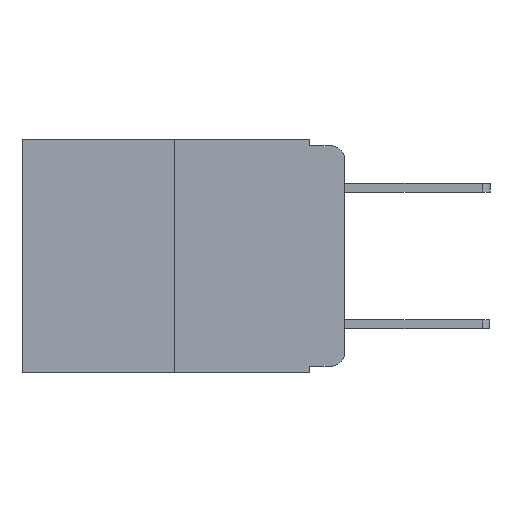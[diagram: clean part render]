
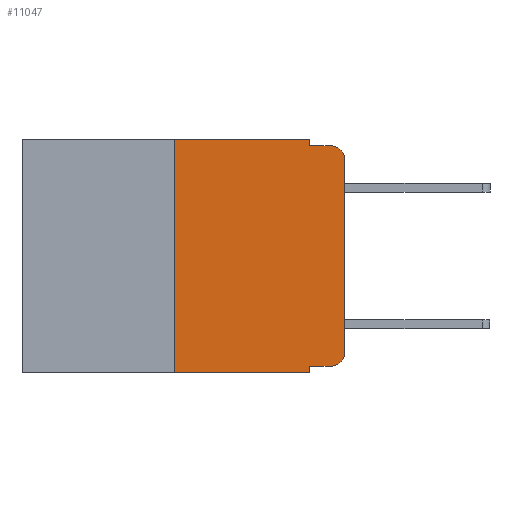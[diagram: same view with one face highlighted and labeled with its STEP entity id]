
A CAD part, left-side view. The second image highlights one B-rep face of the part: STEP entity #11047.
In plain terms, the highlighted planar face has unit normal (-1, 0, 0).
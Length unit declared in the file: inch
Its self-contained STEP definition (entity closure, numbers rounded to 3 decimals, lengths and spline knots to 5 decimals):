
#225 = VERTEX_POINT ( 'NONE', #19659 ) ;
#593 = VERTEX_POINT ( 'NONE', #8439 ) ;
#619 = ORIENTED_EDGE ( 'NONE', *, *, #13528, .T. ) ;
#833 = EDGE_CURVE ( 'NONE', #8290, #6744, #5955, .T. ) ;
#1073 = DIRECTION ( 'NONE',  ( -1., 0., 0. ) ) ;
#1185 = CARTESIAN_POINT ( 'NONE',  ( 0., 0.473, 0. ) ) ;
#1589 = DIRECTION ( 'NONE',  ( 0., -1., 0. ) ) ;
#1974 = CARTESIAN_POINT ( 'NONE',  ( 0., 0.051, -0.01 ) ) ;
#1982 = ORIENTED_EDGE ( 'NONE', *, *, #13365, .F. ) ;
#2968 = DIRECTION ( 'NONE',  ( 0., -1., 0. ) ) ;
#3401 = CARTESIAN_POINT ( 'NONE',  ( 0., 0.051, 0. ) ) ;
#3588 = CARTESIAN_POINT ( 'NONE',  ( 0., 0.473, 0. ) ) ;
#3676 = EDGE_LOOP ( 'NONE', ( #4016, #6820, #1982, #10924, #9323, #9044, #4749, #10694, #4008, #619 ) ) ;
#4008 = ORIENTED_EDGE ( 'NONE', *, *, #11743, .T. ) ;
#4016 = ORIENTED_EDGE ( 'NONE', *, *, #8107, .T. ) ;
#4190 = LINE ( 'NONE', #14443, #8914 ) ;
#4217 = CARTESIAN_POINT ( 'NONE',  ( 0., 0.051, -0.01 ) ) ;
#4749 = ORIENTED_EDGE ( 'NONE', *, *, #15057, .T. ) ;
#4952 = VERTEX_POINT ( 'NONE', #8798 ) ;
#5683 = VERTEX_POINT ( 'NONE', #1974 ) ;
#5735 = VECTOR ( 'NONE', #16447, 39.37008 ) ;
#5749 = DIRECTION ( 'NONE',  ( 0., -1., 0. ) ) ;
#5773 = LINE ( 'NONE', #1185, #19693 ) ;
#5955 = LINE ( 'NONE', #10349, #10033 ) ;
#6023 = DIRECTION ( 'NONE',  ( 0., -1., 0. ) ) ;
#6283 = LINE ( 'NONE', #11179, #5735 ) ;
#6504 = AXIS2_PLACEMENT_3D ( 'NONE', #18574, #8123, #20302 ) ;
#6744 = VERTEX_POINT ( 'NONE', #13384 ) ;
#6820 = ORIENTED_EDGE ( 'NONE', *, *, #22597, .T. ) ;
#7235 = DIRECTION ( 'NONE',  ( 1., 0., 0. ) ) ;
#7710 = CIRCLE ( 'NONE', #17852, 0.02 ) ;
#8104 = VERTEX_POINT ( 'NONE', #18730 ) ;
#8107 = EDGE_CURVE ( 'NONE', #593, #22497, #12512, .T. ) ;
#8123 = DIRECTION ( 'NONE',  ( -1., 0., 0. ) ) ;
#8290 = VERTEX_POINT ( 'NONE', #19272 ) ;
#8372 = DIRECTION ( 'NONE',  ( 0., 0., 1. ) ) ;
#8439 = CARTESIAN_POINT ( 'NONE',  ( 0., 0., -0.313 ) ) ;
#8798 = CARTESIAN_POINT ( 'NONE',  ( 0., 0.02, -0.01 ) ) ;
#8914 = VECTOR ( 'NONE', #5749, 39.37008 ) ;
#9044 = ORIENTED_EDGE ( 'NONE', *, *, #833, .F. ) ;
#9323 = ORIENTED_EDGE ( 'NONE', *, *, #21589, .F. ) ;
#9517 = CARTESIAN_POINT ( 'NONE',  ( 0., 0., -0.03 ) ) ;
#9699 = VERTEX_POINT ( 'NONE', #3401 ) ;
#10033 = VECTOR ( 'NONE', #11008, 39.37008 ) ;
#10287 = VECTOR ( 'NONE', #12243, 39.37008 ) ;
#10349 = CARTESIAN_POINT ( 'NONE',  ( 0., 0.25, 0. ) ) ;
#10443 = VECTOR ( 'NONE', #6023, 39.37008 ) ;
#10694 = ORIENTED_EDGE ( 'NONE', *, *, #18066, .F. ) ;
#10924 = ORIENTED_EDGE ( 'NONE', *, *, #14668, .F. ) ;
#11008 = DIRECTION ( 'NONE',  ( 0., 0., 1. ) ) ;
#11047 = ADVANCED_FACE ( 'NONE', ( #18462 ), #17710, .F. ) ;
#11179 = CARTESIAN_POINT ( 'NONE',  ( 0., 0.051, 0. ) ) ;
#11722 = CARTESIAN_POINT ( 'NONE',  ( 0., 0.02, -0.313 ) ) ;
#11743 = EDGE_CURVE ( 'NONE', #225, #8104, #4190, .T. ) ;
#11984 = CIRCLE ( 'NONE', #6504, 0.02 ) ;
#12243 = DIRECTION ( 'NONE',  ( 0., 0., -1. ) ) ;
#12512 = LINE ( 'NONE', #15336, #16636 ) ;
#12556 = VECTOR ( 'NONE', #1589, 39.37008 ) ;
#12999 = VERTEX_POINT ( 'NONE', #18534 ) ;
#13365 = EDGE_CURVE ( 'NONE', #5683, #4952, #20243, .T. ) ;
#13384 = CARTESIAN_POINT ( 'NONE',  ( 0., 0.25, 0. ) ) ;
#13489 = DIRECTION ( 'NONE',  ( 0., 0., -1. ) ) ;
#13528 = EDGE_CURVE ( 'NONE', #8104, #593, #7710, .T. ) ;
#14443 = CARTESIAN_POINT ( 'NONE',  ( 0., 0.051, -0.333 ) ) ;
#14668 = EDGE_CURVE ( 'NONE', #9699, #5683, #6283, .T. ) ;
#15057 = EDGE_CURVE ( 'NONE', #8290, #12999, #22251, .T. ) ;
#15336 = CARTESIAN_POINT ( 'NONE',  ( 0., 0., 0. ) ) ;
#16447 = DIRECTION ( 'NONE',  ( 0., 0., -1. ) ) ;
#16636 = VECTOR ( 'NONE', #8372, 39.37008 ) ;
#17534 = CARTESIAN_POINT ( 'NONE',  ( 0., 0.051, 0. ) ) ;
#17710 = PLANE ( 'NONE',  #18955 ) ;
#17852 = AXIS2_PLACEMENT_3D ( 'NONE', #11722, #1073, #13489 ) ;
#18066 = EDGE_CURVE ( 'NONE', #225, #12999, #19571, .T. ) ;
#18462 = FACE_OUTER_BOUND ( 'NONE', #3676, .T. ) ;
#18534 = CARTESIAN_POINT ( 'NONE',  ( 0., 0.051, -0.343 ) ) ;
#18574 = CARTESIAN_POINT ( 'NONE',  ( 0., 0.02, -0.03 ) ) ;
#18730 = CARTESIAN_POINT ( 'NONE',  ( 0., 0.02, -0.333 ) ) ;
#18955 = AXIS2_PLACEMENT_3D ( 'NONE', #3588, #7235, #19436 ) ;
#19272 = CARTESIAN_POINT ( 'NONE',  ( 0., 0.25, -0.343 ) ) ;
#19436 = DIRECTION ( 'NONE',  ( 0., 0., -1. ) ) ;
#19571 = LINE ( 'NONE', #17534, #10287 ) ;
#19659 = CARTESIAN_POINT ( 'NONE',  ( 0., 0.051, -0.333 ) ) ;
#19693 = VECTOR ( 'NONE', #2968, 39.37008 ) ;
#20243 = LINE ( 'NONE', #4217, #10443 ) ;
#20302 = DIRECTION ( 'NONE',  ( 0., 0., -1. ) ) ;
#21589 = EDGE_CURVE ( 'NONE', #6744, #9699, #5773, .T. ) ;
#22251 = LINE ( 'NONE', #22538, #12556 ) ;
#22497 = VERTEX_POINT ( 'NONE', #9517 ) ;
#22538 = CARTESIAN_POINT ( 'NONE',  ( 0., 0.473, -0.343 ) ) ;
#22597 = EDGE_CURVE ( 'NONE', #22497, #4952, #11984, .T. ) ;
